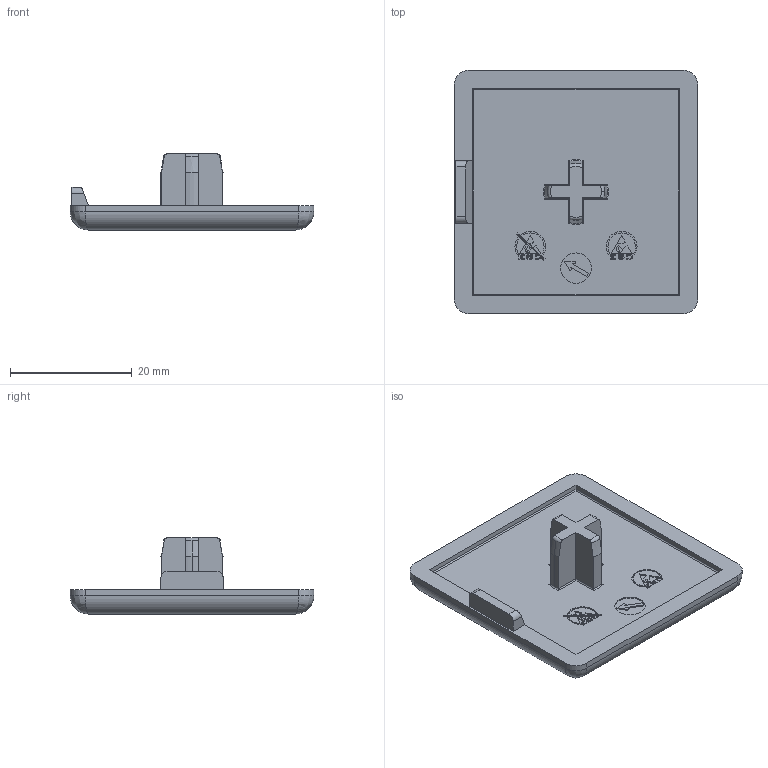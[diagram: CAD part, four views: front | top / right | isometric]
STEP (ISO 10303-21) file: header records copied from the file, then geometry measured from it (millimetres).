
FILE_DESCRIPTION (( 'STEP AP214' ), '1' );
FILE_NAME ('091046.STEP', '2015-11-09T16:20:50', ( '' ), ( '' ), 'SwSTEP 2.0', 'SolidWorks 2015', '' );
FILE_SCHEMA (( 'AUTOMOTIVE_DESIGN' ));
Length unit declared in the file: millimetre
Products named in the file (1): 091046
Bounding box: 40 x 40 x 12.5 mm (x, y, z)
Volume: 5330 mm3; surface area: 4190 mm2
Topology: 1 solids, 1 shells, 298 faces, 813 edges, 529 vertices
Faces by surface type: plane 234, cylinder 41, torus 10, bspline 8, cone 5
Entity records: 9498 total; most frequent: CARTESIAN_POINT 2035, ORIENTED_EDGE 1618, DIRECTION 1408, EDGE_CURVE 809, VECTOR 692, LINE 692, VERTEX_POINT 529, AXIS2_PLACEMENT_3D 358
